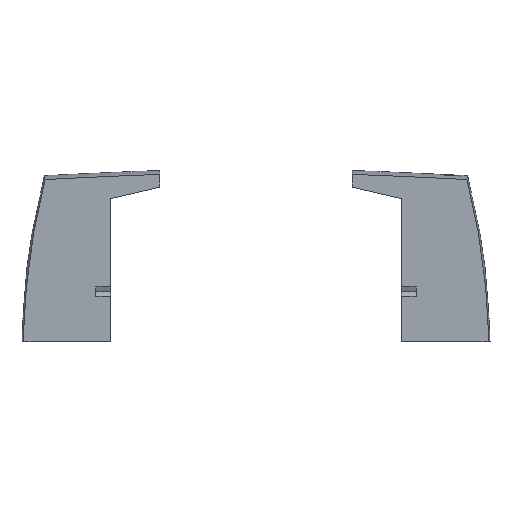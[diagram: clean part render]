
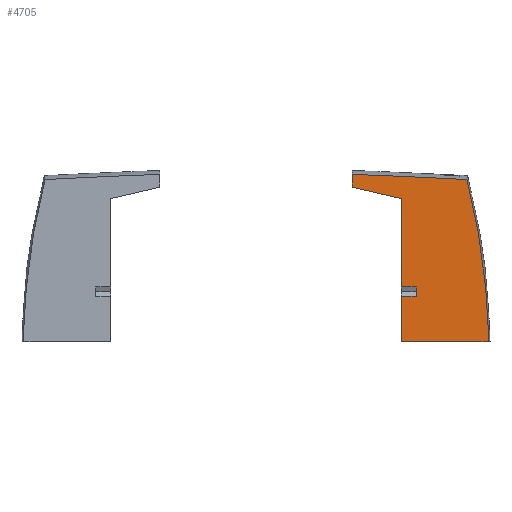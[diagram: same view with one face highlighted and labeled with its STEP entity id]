
A CAD part, left-side view. The second image highlights one B-rep face of the part: STEP entity #4705.
In plain terms, the highlighted planar face has unit normal (-1, 0, 0).
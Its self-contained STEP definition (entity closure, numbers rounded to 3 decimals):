
#359=DIRECTION('',(0.,0.,1.));
#360=VECTOR('',#359,3.012);
#361=CARTESIAN_POINT('',(-22.5,-22.5,46.14));
#362=LINE('',#361,#360);
#424=DIRECTION('',(0.,1.,0.));
#425=VECTOR('',#424,3.5);
#426=CARTESIAN_POINT('',(-22.5,-37.5,20.67));
#427=LINE('',#426,#425);
#431=DIRECTION('',(0.,0.,-1.));
#432=VECTOR('',#431,2.144);
#433=CARTESIAN_POINT('',(-22.5,-37.5,22.814));
#434=LINE('',#433,#432);
#438=DIRECTION('',(0.,-1.,0.));
#439=VECTOR('',#438,3.5);
#440=CARTESIAN_POINT('',(-22.5,-34.,22.814));
#441=LINE('',#440,#439);
#445=DIRECTION('',(0.,0.,-1.));
#446=VECTOR('',#445,20.67);
#447=CARTESIAN_POINT('',(-22.5,-34.,43.485));
#448=LINE('',#447,#446);
#452=DIRECTION('',(0.,-0.974,-0.225));
#453=VECTOR('',#452,11.802);
#454=CARTESIAN_POINT('',(-22.5,-22.5,46.14));
#455=LINE('',#454,#453);
#459=CARTESIAN_POINT('',(-22.5,26.8,-1349.065));
#460=DIRECTION('',(-1.,0.,0.));
#461=DIRECTION('',(0.,-0.054,0.999));
#462=AXIS2_PLACEMENT_3D('',#459,#460,#461);
#467=CARTESIAN_POINT('',(-22.5,119.043,5.621));
#468=DIRECTION('',(-1.,0.,0.));
#469=DIRECTION('',(0.,-1.,0.026));
#470=AXIS2_PLACEMENT_3D('',#467,#468,#469);
#475=DIRECTION('',(0.,-1.,0.));
#476=VECTOR('',#475,20.524);
#477=CARTESIAN_POINT('',(-22.5,-34.,10.06));
#478=LINE('',#477,#476);
#482=DIRECTION('',(0.,0.,-1.));
#483=VECTOR('',#482,10.61);
#484=CARTESIAN_POINT('',(-22.5,-34.,20.67));
#485=LINE('',#484,#483);
#4078=CARTESIAN_POINT('',(-22.5,-22.5,
46.14));
#4080=VERTEX_POINT('',#4078);
#4092=CARTESIAN_POINT('',(-22.5,-34.,
43.485));
#4093=VERTEX_POINT('',#4092);
#4106=CARTESIAN_POINT('',(-22.5,-22.5,
49.152));
#4107=VERTEX_POINT('',#4106);
#4121=CARTESIAN_POINT('',(-22.5,-34.,
22.814));
#4122=VERTEX_POINT('',#4121);
#4141=CARTESIAN_POINT('',(-22.5,-37.5,
22.814));
#4142=VERTEX_POINT('',#4141);
#4143=CARTESIAN_POINT('',(-22.5,-49.343,
47.947));
#4144=VERTEX_POINT('',#4143);
#4145=CARTESIAN_POINT('',(-22.5,-37.5,
20.67));
#4146=CARTESIAN_POINT('',(-22.5,-34.,
20.67));
#4147=VERTEX_POINT('',#4145);
#4148=VERTEX_POINT('',#4146);
#4161=CARTESIAN_POINT('',(-22.5,-34.,
10.06));
#4162=VERTEX_POINT('',#4161);
#4165=CARTESIAN_POINT('',(-22.5,-54.524,
10.06));
#4166=VERTEX_POINT('',#4165);
#4680=CARTESIAN_POINT('',(-22.5,-34.768,
-0.506));
#4681=DIRECTION('',(1.,0.,0.));
#4682=DIRECTION('',(0.,1.,0.));
#4683=AXIS2_PLACEMENT_3D('',#4680,#4681,#4682);
#4684=PLANE('',#4683);
#4686=ORIENTED_EDGE('',*,*,#4685,.F.);
#4688=ORIENTED_EDGE('',*,*,#4687,.F.);
#4690=ORIENTED_EDGE('',*,*,#4689,.F.);
#4692=ORIENTED_EDGE('',*,*,#4691,.F.);
#4693=ORIENTED_EDGE('',*,*,#4665,.F.);
#4694=ORIENTED_EDGE('',*,*,#4619,.T.);
#4696=ORIENTED_EDGE('',*,*,#4695,.F.);
#4698=ORIENTED_EDGE('',*,*,#4697,.F.);
#4700=ORIENTED_EDGE('',*,*,#4699,.F.);
#4702=ORIENTED_EDGE('',*,*,#4701,.F.);
#4703=EDGE_LOOP('',(#4686,#4688,#4690,#4692,#4693,#4694,#4696,#4698,#4700,
#4702));
#4704=FACE_OUTER_BOUND('',#4703,.F.);
#463=CIRCLE('',#462,1399.085);
#471=CIRCLE('',#470,173.624);
#4619=EDGE_CURVE('',#4080,#4107,#362,.T.);
#4665=EDGE_CURVE('',#4080,#4093,#455,.T.);
#4685=EDGE_CURVE('',#4147,#4148,#427,.T.);
#4687=EDGE_CURVE('',#4142,#4147,#434,.T.);
#4689=EDGE_CURVE('',#4122,#4142,#441,.T.);
#4691=EDGE_CURVE('',#4093,#4122,#448,.T.);
#4695=EDGE_CURVE('',#4144,#4107,#463,.T.);
#4697=EDGE_CURVE('',#4166,#4144,#471,.T.);
#4699=EDGE_CURVE('',#4162,#4166,#478,.T.);
#4701=EDGE_CURVE('',#4148,#4162,#485,.T.);
#4705=ADVANCED_FACE('',(#4704),#4684,.F.);
